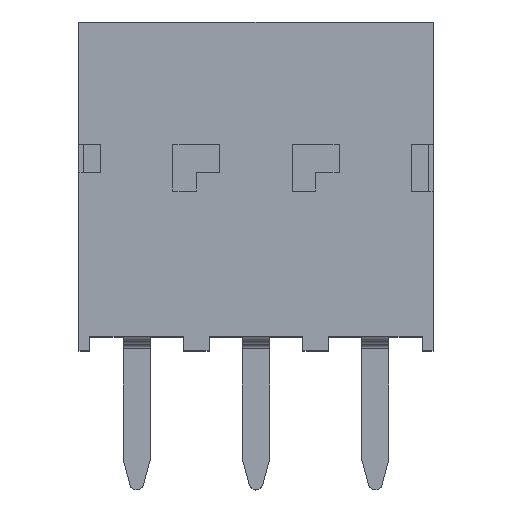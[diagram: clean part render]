
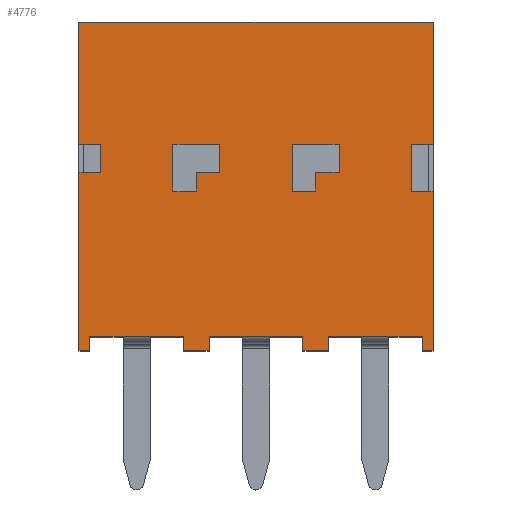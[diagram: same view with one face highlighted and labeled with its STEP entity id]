
A CAD part, top view. The second image highlights one B-rep face of the part: STEP entity #4776.
In plain terms, the highlighted planar face has unit normal (0, 0, 1).
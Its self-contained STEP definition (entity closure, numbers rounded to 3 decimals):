
#13=DIRECTION('',(-1.,0.,0.));
#14=VECTOR('',#13,7.54);
#15=CARTESIAN_POINT('',(3.77,0.,2.54));
#16=LINE('3936',#15,#14);
#113=DIRECTION('',(0.,-1.,0.));
#114=VECTOR('',#113,3.8);
#115=CARTESIAN_POINT('',(-3.77,-3.2,2.54));
#116=LINE('4192',#115,#114);
#133=DIRECTION('',(0.,-1.,0.));
#134=VECTOR('',#133,2.6);
#135=CARTESIAN_POINT('',(-3.77,0.,2.54));
#136=LINE('4191',#135,#134);
#149=DIRECTION('',(-1.,0.,0.));
#150=VECTOR('',#149,0.23);
#151=CARTESIAN_POINT('',(3.77,-7.,2.54));
#152=LINE('4133',#151,#150);
#153=DIRECTION('',(0.,1.,0.));
#154=VECTOR('',#153,0.3);
#155=CARTESIAN_POINT('',(3.54,-7.,2.54));
#156=LINE('4182',#155,#154);
#157=DIRECTION('',(0.,-1.,0.));
#158=VECTOR('',#157,0.3);
#159=CARTESIAN_POINT('',(1.54,-6.7,2.54));
#160=LINE('4181',#159,#158);
#161=DIRECTION('',(-1.,0.,0.));
#162=VECTOR('',#161,0.54);
#163=CARTESIAN_POINT('',(1.54,-7.,2.54));
#164=LINE('4116',#163,#162);
#165=DIRECTION('',(0.,1.,0.));
#166=VECTOR('',#165,0.3);
#167=CARTESIAN_POINT('',(1.,-7.,2.54));
#168=LINE('4172',#167,#166);
#169=DIRECTION('',(0.,-1.,0.));
#170=VECTOR('',#169,0.3);
#171=CARTESIAN_POINT('',(-1.,-6.7,2.54));
#172=LINE('4171',#171,#170);
#173=DIRECTION('',(-1.,0.,0.));
#174=VECTOR('',#173,0.54);
#175=CARTESIAN_POINT('',(-1.,-7.,2.54));
#176=LINE('4108',#175,#174);
#177=DIRECTION('',(0.,1.,0.));
#178=VECTOR('',#177,0.3);
#179=CARTESIAN_POINT('',(-1.54,-7.,2.54));
#180=LINE('4162',#179,#178);
#181=DIRECTION('',(0.,-1.,0.));
#182=VECTOR('',#181,0.3);
#183=CARTESIAN_POINT('',(-3.54,-6.7,2.54));
#184=LINE('4161',#183,#182);
#185=DIRECTION('',(-1.,0.,0.));
#186=VECTOR('',#185,0.23);
#187=CARTESIAN_POINT('',(-3.54,-7.,2.54));
#188=LINE('4119',#187,#186);
#189=DIRECTION('',(1.,0.,0.));
#190=VECTOR('',#189,0.46);
#191=CARTESIAN_POINT('',(-3.77,-3.2,2.54));
#192=LINE('4189',#191,#190);
#193=DIRECTION('',(0.,1.,0.));
#194=VECTOR('',#193,0.6);
#195=CARTESIAN_POINT('',(-3.31,-3.2,2.54));
#196=LINE('4190',#195,#194);
#197=DIRECTION('',(1.,0.,0.));
#198=VECTOR('',#197,0.46);
#199=CARTESIAN_POINT('',(-3.77,-2.6,2.54));
#200=LINE('4188',#199,#198);
#201=DIRECTION('',(0.,-1.,0.));
#202=VECTOR('',#201,2.6);
#203=CARTESIAN_POINT('',(3.77,0.,2.54));
#204=LINE('4131',#203,#202);
#205=DIRECTION('',(-1.,0.,0.));
#206=VECTOR('',#205,0.46);
#207=CARTESIAN_POINT('',(3.77,-2.6,2.54));
#208=LINE('4093',#207,#206);
#209=DIRECTION('',(0.,-1.,0.));
#210=VECTOR('',#209,1.);
#211=CARTESIAN_POINT('',(3.31,-2.6,2.54));
#212=LINE('4094',#211,#210);
#213=DIRECTION('',(1.,0.,0.));
#214=VECTOR('',#213,0.46);
#215=CARTESIAN_POINT('',(3.31,-3.6,2.54));
#216=LINE('4095',#215,#214);
#217=DIRECTION('',(1.,0.,0.));
#218=VECTOR('',#217,1.);
#219=CARTESIAN_POINT('',(-1.77,-2.6,2.54));
#220=LINE('3937',#219,#218);
#221=DIRECTION('',(0.,-1.,0.));
#222=VECTOR('',#221,1.);
#223=CARTESIAN_POINT('',(-1.77,-2.6,2.54));
#224=LINE('3940',#223,#222);
#225=DIRECTION('',(1.,0.,0.));
#226=VECTOR('',#225,0.5);
#227=CARTESIAN_POINT('',(-1.77,-3.6,2.54));
#228=LINE('3941',#227,#226);
#229=DIRECTION('',(0.,1.,0.));
#230=VECTOR('',#229,0.4);
#231=CARTESIAN_POINT('',(-1.27,-3.6,2.54));
#232=LINE('3942',#231,#230);
#233=DIRECTION('',(1.,0.,0.));
#234=VECTOR('',#233,0.5);
#235=CARTESIAN_POINT('',(-1.27,-3.2,2.54));
#236=LINE('3938',#235,#234);
#237=DIRECTION('',(0.,1.,0.));
#238=VECTOR('',#237,0.6);
#239=CARTESIAN_POINT('',(-0.77,-3.2,2.54));
#240=LINE('3939',#239,#238);
#241=DIRECTION('',(-1.,0.,0.));
#242=VECTOR('',#241,1.);
#243=CARTESIAN_POINT('',(1.77,-2.6,2.54));
#244=LINE('4087',#243,#242);
#245=DIRECTION('',(0.,-1.,0.));
#246=VECTOR('',#245,1.);
#247=CARTESIAN_POINT('',(0.77,-2.6,2.54));
#248=LINE('4088',#247,#246);
#249=DIRECTION('',(1.,0.,0.));
#250=VECTOR('',#249,0.5);
#251=CARTESIAN_POINT('',(0.77,-3.6,2.54));
#252=LINE('4091',#251,#250);
#253=DIRECTION('',(0.,1.,0.));
#254=VECTOR('',#253,0.4);
#255=CARTESIAN_POINT('',(1.27,-3.6,2.54));
#256=LINE('4092',#255,#254);
#257=DIRECTION('',(1.,0.,0.));
#258=VECTOR('',#257,0.5);
#259=CARTESIAN_POINT('',(1.27,-3.2,2.54));
#260=LINE('4089',#259,#258);
#261=DIRECTION('',(0.,1.,0.));
#262=VECTOR('',#261,0.6);
#263=CARTESIAN_POINT('',(1.77,-3.2,2.54));
#264=LINE('4090',#263,#262);
#269=DIRECTION('',(0.,1.,0.));
#270=VECTOR('',#269,3.4);
#271=CARTESIAN_POINT('',(3.77,-7.,2.54));
#272=LINE('4135',#271,#270);
#665=DIRECTION('',(-1.,0.,0.));
#666=VECTOR('',#665,2.);
#667=CARTESIAN_POINT('',(-1.54,-6.7,2.54));
#668=LINE('4097',#667,#666);
#857=DIRECTION('',(-1.,0.,0.));
#858=VECTOR('',#857,2.);
#859=CARTESIAN_POINT('',(1.,-6.7,2.54));
#860=LINE('4107',#859,#858);
#1077=DIRECTION('',(-1.,0.,0.));
#1078=VECTOR('',#1077,2.);
#1079=CARTESIAN_POINT('',(3.54,-6.7,2.54));
#1080=LINE('4115',#1079,#1078);
#3525=CARTESIAN_POINT('',(-3.77,0.,2.54));
#3527=VERTEX_POINT('',#3525);
#3531=CARTESIAN_POINT('',(3.77,0.,2.54));
#3532=VERTEX_POINT('',#3531);
#3533=CARTESIAN_POINT('',(-1.77,-2.6,2.54));
#3534=CARTESIAN_POINT('',(-0.77,-2.6,2.54));
#3535=VERTEX_POINT('',#3533);
#3536=VERTEX_POINT('',#3534);
#3537=CARTESIAN_POINT('',(-1.27,-3.2,2.54));
#3538=CARTESIAN_POINT('',(-0.77,-3.2,2.54));
#3539=VERTEX_POINT('',#3537);
#3540=VERTEX_POINT('',#3538);
#3541=CARTESIAN_POINT('',(-1.77,-3.6,2.54));
#3542=VERTEX_POINT('',#3541);
#3543=CARTESIAN_POINT('',(-1.27,-3.6,2.54));
#3544=VERTEX_POINT('',#3543);
#3761=CARTESIAN_POINT('',(1.77,-2.6,2.54));
#3762=CARTESIAN_POINT('',(0.77,-2.6,2.54));
#3763=VERTEX_POINT('',#3761);
#3764=VERTEX_POINT('',#3762);
#3765=CARTESIAN_POINT('',(0.77,-3.6,2.54));
#3766=VERTEX_POINT('',#3765);
#3767=CARTESIAN_POINT('',(1.27,-3.2,2.54));
#3768=CARTESIAN_POINT('',(1.77,-3.2,2.54));
#3769=VERTEX_POINT('',#3767);
#3770=VERTEX_POINT('',#3768);
#3771=CARTESIAN_POINT('',(1.27,-3.6,2.54));
#3772=VERTEX_POINT('',#3771);
#3773=CARTESIAN_POINT('',(3.77,-2.6,2.54));
#3774=CARTESIAN_POINT('',(3.31,-2.6,2.54));
#3775=VERTEX_POINT('',#3773);
#3776=VERTEX_POINT('',#3774);
#3777=CARTESIAN_POINT('',(3.31,-3.6,2.54));
#3778=VERTEX_POINT('',#3777);
#3779=CARTESIAN_POINT('',(3.77,-3.6,2.54));
#3780=VERTEX_POINT('',#3779);
#3785=CARTESIAN_POINT('',(-1.54,-6.7,2.54));
#3786=CARTESIAN_POINT('',(-3.54,-6.7,2.54));
#3787=VERTEX_POINT('',#3785);
#3788=VERTEX_POINT('',#3786);
#3825=CARTESIAN_POINT('',(1.,-6.7,2.54));
#3826=CARTESIAN_POINT('',(-1.,-6.7,2.54));
#3827=VERTEX_POINT('',#3825);
#3828=VERTEX_POINT('',#3826);
#3829=CARTESIAN_POINT('',(-1.,-7.,2.54));
#3830=CARTESIAN_POINT('',(-1.54,-7.,2.54));
#3831=VERTEX_POINT('',#3829);
#3832=VERTEX_POINT('',#3830);
#3857=CARTESIAN_POINT('',(3.54,-6.7,2.54));
#3858=CARTESIAN_POINT('',(1.54,-6.7,2.54));
#3859=VERTEX_POINT('',#3857);
#3860=VERTEX_POINT('',#3858);
#3861=CARTESIAN_POINT('',(1.54,-7.,2.54));
#3862=CARTESIAN_POINT('',(1.,-7.,2.54));
#3863=VERTEX_POINT('',#3861);
#3864=VERTEX_POINT('',#3862);
#3869=CARTESIAN_POINT('',(-3.77,-7.,2.54));
#3871=VERTEX_POINT('',#3869);
#3873=CARTESIAN_POINT('',(-3.54,-7.,2.54));
#3874=VERTEX_POINT('',#3873);
#3913=CARTESIAN_POINT('',(3.77,-7.,2.54));
#3915=VERTEX_POINT('',#3913);
#3917=CARTESIAN_POINT('',(3.54,-7.,2.54));
#3918=VERTEX_POINT('',#3917);
#3961=CARTESIAN_POINT('',(-3.77,-2.6,2.54));
#3962=VERTEX_POINT('',#3961);
#3963=CARTESIAN_POINT('',(-3.31,-2.6,2.54));
#3964=VERTEX_POINT('',#3963);
#3965=CARTESIAN_POINT('',(-3.77,-3.2,2.54));
#3966=CARTESIAN_POINT('',(-3.31,-3.2,2.54));
#3967=VERTEX_POINT('',#3965);
#3968=VERTEX_POINT('',#3966);
#4696=CARTESIAN_POINT('',(3.77,0.,2.54));
#4697=DIRECTION('',(0.,0.,1.));
#4698=DIRECTION('',(-1.,0.,0.));
#4699=AXIS2_PLACEMENT_3D('',#4696,#4697,#4698);
#4700=PLANE('3580',#4699);
#4702=ORIENTED_EDGE('4135',*,*,#4701,.F.);
#4704=ORIENTED_EDGE('4133',*,*,#4703,.T.);
#4706=ORIENTED_EDGE('4182',*,*,#4705,.T.);
#4708=ORIENTED_EDGE('4115',*,*,#4707,.T.);
#4710=ORIENTED_EDGE('4181',*,*,#4709,.T.);
#4712=ORIENTED_EDGE('4116',*,*,#4711,.T.);
#4714=ORIENTED_EDGE('4172',*,*,#4713,.T.);
#4716=ORIENTED_EDGE('4107',*,*,#4715,.T.);
#4718=ORIENTED_EDGE('4171',*,*,#4717,.T.);
#4720=ORIENTED_EDGE('4108',*,*,#4719,.T.);
#4722=ORIENTED_EDGE('4162',*,*,#4721,.T.);
#4724=ORIENTED_EDGE('4097',*,*,#4723,.T.);
#4726=ORIENTED_EDGE('4161',*,*,#4725,.T.);
#4728=ORIENTED_EDGE('4119',*,*,#4727,.T.);
#4729=ORIENTED_EDGE('4192',*,*,#4670,.F.);
#4731=ORIENTED_EDGE('4189',*,*,#4730,.T.);
#4733=ORIENTED_EDGE('4190',*,*,#4732,.T.);
#4735=ORIENTED_EDGE('4188',*,*,#4734,.F.);
#4736=ORIENTED_EDGE('4191',*,*,#4685,.F.);
#4737=ORIENTED_EDGE('3936',*,*,#4600,.F.);
#4739=ORIENTED_EDGE('4131',*,*,#4738,.T.);
#4741=ORIENTED_EDGE('4093',*,*,#4740,.T.);
#4743=ORIENTED_EDGE('4094',*,*,#4742,.T.);
#4745=ORIENTED_EDGE('4095',*,*,#4744,.T.);
#4746=EDGE_LOOP('3580',(#4702,#4704,#4706,#4708,#4710,#4712,#4714,#4716,#4718,
#4720,#4722,#4724,#4726,#4728,#4729,#4731,#4733,#4735,#4736,#4737,#4739,#4741,
#4743,#4745));
#4747=FACE_OUTER_BOUND('3580',#4746,.F.);
#4749=ORIENTED_EDGE('3937',*,*,#4748,.F.);
#4751=ORIENTED_EDGE('3940',*,*,#4750,.T.);
#4753=ORIENTED_EDGE('3941',*,*,#4752,.T.);
#4755=ORIENTED_EDGE('3942',*,*,#4754,.T.);
#4757=ORIENTED_EDGE('3938',*,*,#4756,.T.);
#4759=ORIENTED_EDGE('3939',*,*,#4758,.T.);
#4760=EDGE_LOOP('3580',(#4749,#4751,#4753,#4755,#4757,#4759));
#4761=FACE_BOUND('3580',#4760,.F.);
#4763=ORIENTED_EDGE('4087',*,*,#4762,.T.);
#4765=ORIENTED_EDGE('4088',*,*,#4764,.T.);
#4767=ORIENTED_EDGE('4091',*,*,#4766,.T.);
#4769=ORIENTED_EDGE('4092',*,*,#4768,.T.);
#4771=ORIENTED_EDGE('4089',*,*,#4770,.T.);
#4773=ORIENTED_EDGE('4090',*,*,#4772,.T.);
#4774=EDGE_LOOP('3580',(#4763,#4765,#4767,#4769,#4771,#4773));
#4775=FACE_BOUND('3580',#4774,.F.);
#4776=ADVANCED_FACE('3580',(#4747,#4761,#4775),#4700,.T.);
#4600=EDGE_CURVE('3936',#3532,#3527,#16,.T.);
#4670=EDGE_CURVE('4192',#3967,#3871,#116,.T.);
#4685=EDGE_CURVE('4191',#3527,#3962,#136,.T.);
#4701=EDGE_CURVE('4135',#3915,#3780,#272,.T.);
#4703=EDGE_CURVE('4133',#3915,#3918,#152,.T.);
#4705=EDGE_CURVE('4182',#3918,#3859,#156,.T.);
#4707=EDGE_CURVE('4115',#3859,#3860,#1080,.T.);
#4709=EDGE_CURVE('4181',#3860,#3863,#160,.T.);
#4711=EDGE_CURVE('4116',#3863,#3864,#164,.T.);
#4713=EDGE_CURVE('4172',#3864,#3827,#168,.T.);
#4715=EDGE_CURVE('4107',#3827,#3828,#860,.T.);
#4717=EDGE_CURVE('4171',#3828,#3831,#172,.T.);
#4719=EDGE_CURVE('4108',#3831,#3832,#176,.T.);
#4721=EDGE_CURVE('4162',#3832,#3787,#180,.T.);
#4723=EDGE_CURVE('4097',#3787,#3788,#668,.T.);
#4725=EDGE_CURVE('4161',#3788,#3874,#184,.T.);
#4727=EDGE_CURVE('4119',#3874,#3871,#188,.T.);
#4730=EDGE_CURVE('4189',#3967,#3968,#192,.T.);
#4732=EDGE_CURVE('4190',#3968,#3964,#196,.T.);
#4734=EDGE_CURVE('4188',#3962,#3964,#200,.T.);
#4738=EDGE_CURVE('4131',#3532,#3775,#204,.T.);
#4740=EDGE_CURVE('4093',#3775,#3776,#208,.T.);
#4742=EDGE_CURVE('4094',#3776,#3778,#212,.T.);
#4744=EDGE_CURVE('4095',#3778,#3780,#216,.T.);
#4748=EDGE_CURVE('3937',#3535,#3536,#220,.T.);
#4750=EDGE_CURVE('3940',#3535,#3542,#224,.T.);
#4752=EDGE_CURVE('3941',#3542,#3544,#228,.T.);
#4754=EDGE_CURVE('3942',#3544,#3539,#232,.T.);
#4756=EDGE_CURVE('3938',#3539,#3540,#236,.T.);
#4758=EDGE_CURVE('3939',#3540,#3536,#240,.T.);
#4762=EDGE_CURVE('4087',#3763,#3764,#244,.T.);
#4764=EDGE_CURVE('4088',#3764,#3766,#248,.T.);
#4766=EDGE_CURVE('4091',#3766,#3772,#252,.T.);
#4768=EDGE_CURVE('4092',#3772,#3769,#256,.T.);
#4770=EDGE_CURVE('4089',#3769,#3770,#260,.T.);
#4772=EDGE_CURVE('4090',#3770,#3763,#264,.T.);
